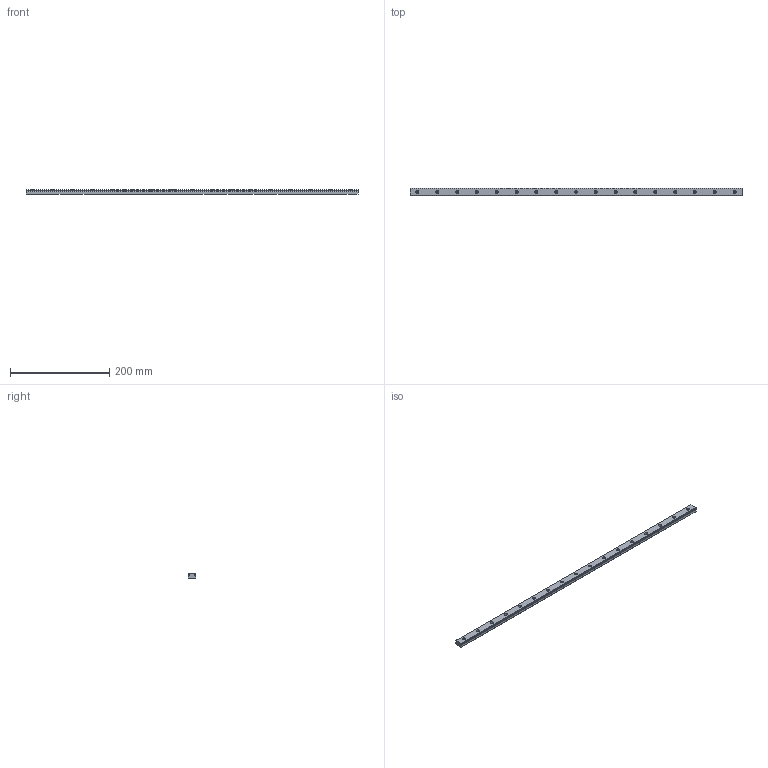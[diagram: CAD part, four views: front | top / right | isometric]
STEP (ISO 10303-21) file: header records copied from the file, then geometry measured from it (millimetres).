
FILE_DESCRIPTION (( 'STEP AP214' ), '1' );
FILE_NAME ('MGNR15R670CM-Rail.STEP', '2022-04-11T18:25:33', ( '' ), ( '' ), 'SwSTEP 2.0', 'SolidWorks 2021', '' );
FILE_SCHEMA (( 'AUTOMOTIVE_DESIGN' ));
Length unit declared in the file: millimetre
Products named in the file (1): MGNR15R670CM-Rail
Bounding box: 670 x 15 x 10 mm (x, y, z)
Volume: 92486.2 mm3; surface area: 38366 mm2
Topology: 1 solids, 1 shells, 121 faces, 357 edges, 238 vertices
Faces by surface type: cylinder 85, plane 36
Entity records: 4427 total; most frequent: CARTESIAN_POINT 938, DIRECTION 771, ORIENTED_EDGE 714, EDGE_CURVE 357, AXIS2_PLACEMENT_3D 309, VERTEX_POINT 238, CIRCLE 187, EDGE_LOOP 155
